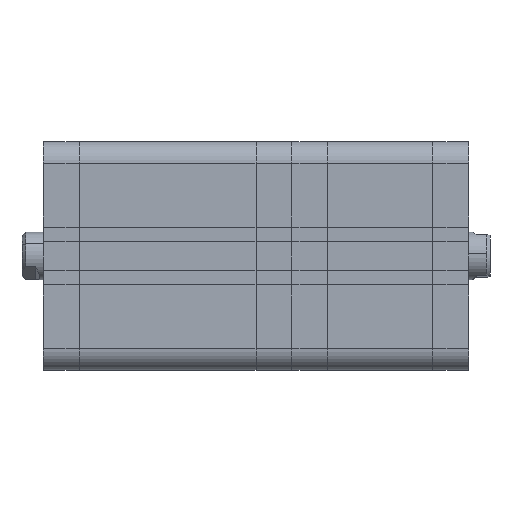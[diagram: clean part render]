
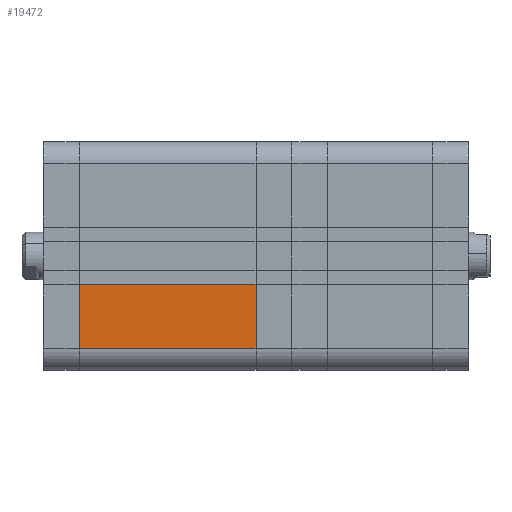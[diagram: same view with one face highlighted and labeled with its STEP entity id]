
A CAD part, front view. The second image highlights one B-rep face of the part: STEP entity #19472.
In plain terms, the highlighted planar face has unit normal (0, -1, 0).
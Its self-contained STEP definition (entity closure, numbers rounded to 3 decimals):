
#2044 = ORIENTED_EDGE ( 'NONE', *, *, #37300, .T. ) ;
#2732 = EDGE_CURVE ( 'NONE', #22849, #12296, #35373, .T. ) ;
#3171 = PLANE ( 'NONE',  #22793 ) ;
#4339 = VECTOR ( 'NONE', #15900, 1000. ) ;
#4634 = VECTOR ( 'NONE', #34448, 1000. ) ;
#6186 = CARTESIAN_POINT ( 'NONE',  ( 0., -47.75, -11.8 ) ) ;
#6505 = VECTOR ( 'NONE', #22435, 1000. ) ;
#9662 = FACE_OUTER_BOUND ( 'NONE', #13639, .T. ) ;
#10202 = CARTESIAN_POINT ( 'NONE',  ( 0., -47.75, -47.75 ) ) ;
#10509 = VECTOR ( 'NONE', #32433, 1000. ) ;
#12296 = VERTEX_POINT ( 'NONE', #6186 ) ;
#12588 = DIRECTION ( 'NONE',  ( 0., 1., 0. ) ) ;
#13357 = LINE ( 'NONE', #10202, #10509 ) ;
#13552 = EDGE_CURVE ( 'NONE', #35154, #27091, #34646, .T. ) ;
#13639 = EDGE_LOOP ( 'NONE', ( #33951, #2044, #32035, #18635 ) ) ;
#15900 = DIRECTION ( 'NONE',  ( -1., 0., 0. ) ) ;
#18635 = ORIENTED_EDGE ( 'NONE', *, *, #37035, .F. ) ;
#18679 = CARTESIAN_POINT ( 'NONE',  ( 74., -47.75, -38.75 ) ) ;
#19472 = ADVANCED_FACE ( 'NONE', ( #9662 ), #3171, .F. ) ;
#19479 = CARTESIAN_POINT ( 'NONE',  ( 74., -47.75, -47.75 ) ) ;
#21238 = CARTESIAN_POINT ( 'NONE',  ( 74., -47.75, -38.75 ) ) ;
#22435 = DIRECTION ( 'NONE',  ( 0., 0., -1. ) ) ;
#22465 = DIRECTION ( 'NONE',  ( 0., 0., 1. ) ) ;
#22726 = CARTESIAN_POINT ( 'NONE',  ( 0., -47.75, -38.75 ) ) ;
#22793 = AXIS2_PLACEMENT_3D ( 'NONE', #31884, #12588, #22465 ) ;
#22849 = VERTEX_POINT ( 'NONE', #33664 ) ;
#27091 = VERTEX_POINT ( 'NONE', #18679 ) ;
#31884 = CARTESIAN_POINT ( 'NONE',  ( 74., -47.75, -47.75 ) ) ;
#32018 = CARTESIAN_POINT ( 'NONE',  ( 74.001, -47.75, -11.8 ) ) ;
#32035 = ORIENTED_EDGE ( 'NONE', *, *, #13552, .T. ) ;
#32433 = DIRECTION ( 'NONE',  ( 0., 0., -1. ) ) ;
#33664 = CARTESIAN_POINT ( 'NONE',  ( 74., -47.75, -11.8 ) ) ;
#33951 = ORIENTED_EDGE ( 'NONE', *, *, #2732, .T. ) ;
#34448 = DIRECTION ( 'NONE',  ( 1., 0., 0. ) ) ;
#34646 = LINE ( 'NONE', #21238, #4634 ) ;
#35154 = VERTEX_POINT ( 'NONE', #22726 ) ;
#35373 = LINE ( 'NONE', #32018, #4339 ) ;
#37035 = EDGE_CURVE ( 'NONE', #22849, #27091, #41318, .T. ) ;
#37300 = EDGE_CURVE ( 'NONE', #12296, #35154, #13357, .T. ) ;
#41318 = LINE ( 'NONE', #19479, #6505 ) ;
